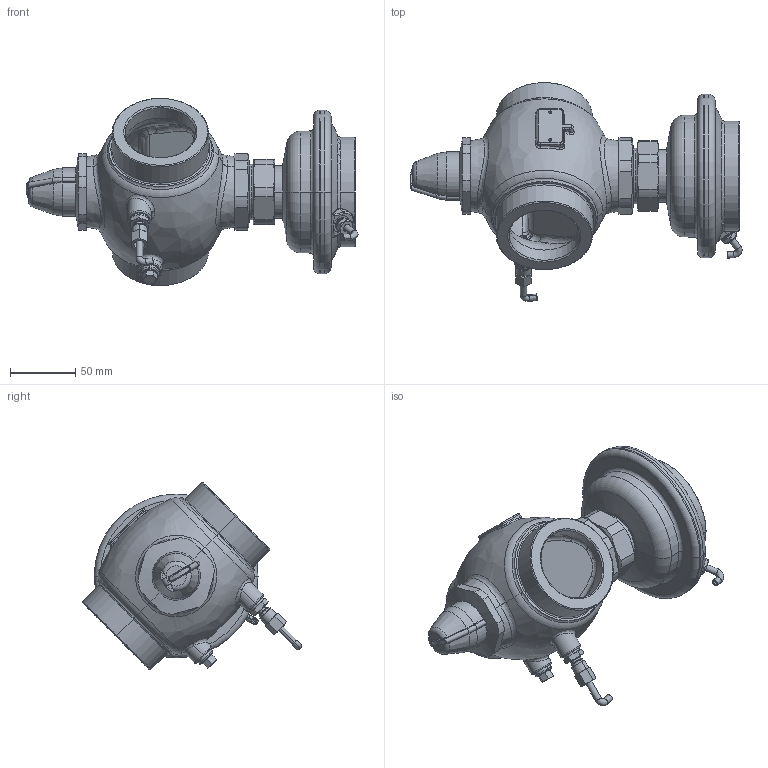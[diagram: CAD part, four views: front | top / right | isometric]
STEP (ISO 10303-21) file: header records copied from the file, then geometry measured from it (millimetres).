
FILE_DESCRIPTION((''),'2;1');
FILE_NAME('003H6729','2015-03-06T',('u317927'),('Danfoss'),'PRO/ENGINEER BY PARAMETRIC TECHNOLOGY CORPORATION, 2014000','PRO/ENGINEER BY PARAMETRIC TECHNOLOGY CORPORATION, 2014000','');
FILE_SCHEMA(('CONFIG_CONTROL_DESIGN'));
Length unit declared in the file: millimetre
Products named in the file (1): 003H6729
Bounding box: 253.72 x 167.19 x 143 mm (x, y, z)
Volume: 690906.1 mm3; surface area: 199676.6 mm2
Topology: 2 solids, 2 shells, 906 faces, 2087 edges, 1245 vertices
Faces by surface type: cylinder 237, plane 208, cone 162, torus 152, bspline 142, sphere 5
Entity records: 39303 total; most frequent: CARTESIAN_POINT 19553, ORIENTED_EDGE 4174, DIRECTION 4123, EDGE_CURVE 2087, AXIS2_PLACEMENT_3D 1779, VERTEX_POINT 1245, CIRCLE 1015, EDGE_LOOP 982
